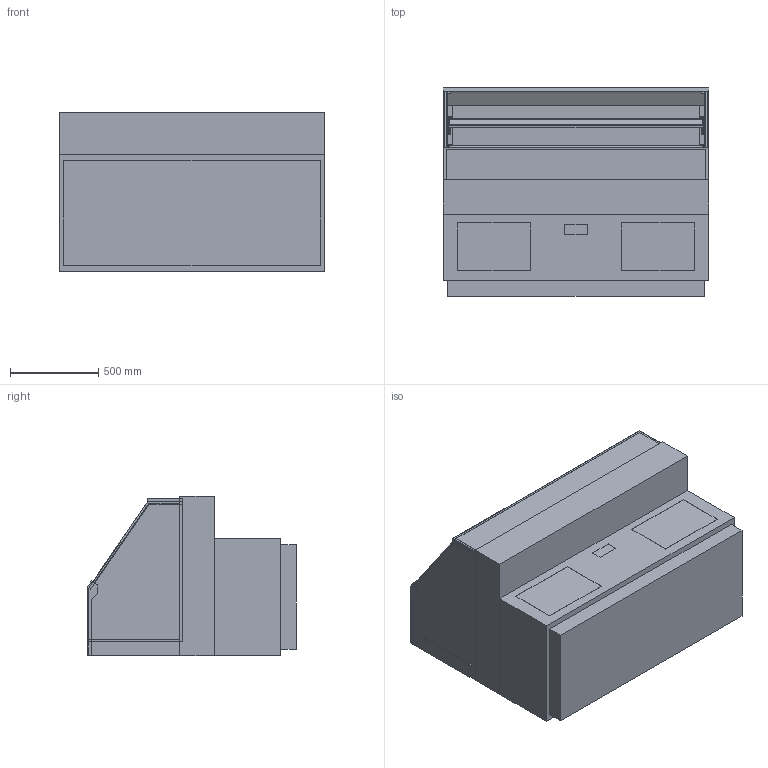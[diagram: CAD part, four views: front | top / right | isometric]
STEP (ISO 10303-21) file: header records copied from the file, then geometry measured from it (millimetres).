
FILE_DESCRIPTION(/* description */ ('Standkühlvitrine: eigengekühlt'),/* implementation_level */ '2;1');
FILE_NAME(/* name */ '3D-AKE-00007195.stp',/* time_stamp */ '2022-04-22T10:37:36+02:00',/* author */ ('markus.syen'),/* organization */ (''),/* preprocessor_version */ 'ST-DEVELOPER v18',/* originating_system */ 'Autodesk Inventor 2020',/* authorisation */ '');
FILE_SCHEMA (('AUTOMOTIVE_DESIGN { 1 0 10303 214 3 1 1 }'));
Length unit declared in the file: millimetre
Products named in the file (1): 3D-AKE-00007195
Bounding box: 1502 x 1178 x 901 mm (x, y, z)
Volume: 696078215.9 mm3; surface area: 23559822 mm2
Topology: 43 solids, 43 shells, 929 faces, 2854 edges, 1892 vertices
Faces by surface type: plane 757, cylinder 172
Entity records: 32009 total; most frequent: ORIENTED_EDGE 5708, CARTESIAN_POINT 5676, DIRECTION 5318, EDGE_CURVE 2854, LINE 2250, VECTOR 2250, VERTEX_POINT 1892, AXIS2_PLACEMENT_3D 1534
